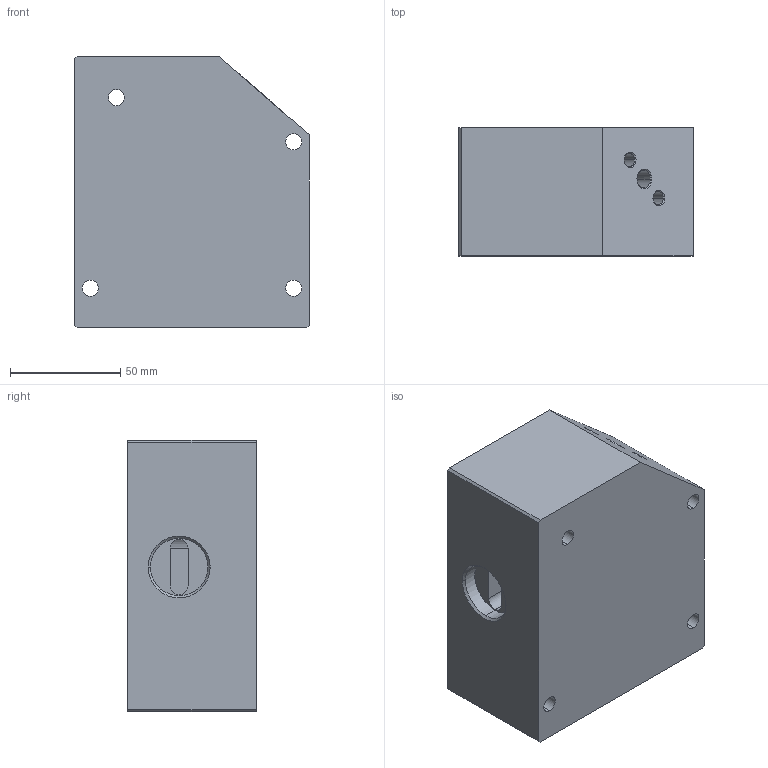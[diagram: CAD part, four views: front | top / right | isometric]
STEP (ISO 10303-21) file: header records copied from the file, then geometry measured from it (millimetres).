
FILE_DESCRIPTION (( 'STEP AP203' ), '1' );
FILE_NAME ('ecdl_block_sent.STEP', '2015-10-19T04:25:13', ( '' ), ( '' ), 'SwSTEP 2.0', 'SolidWorks 2015', '' );
FILE_SCHEMA (( 'CONFIG_CONTROL_DESIGN' ));
Length unit declared in the file: inch
Products named in the file (1): ecdl_block_sent
Bounding box: 106 x 58 x 123 mm (x, y, z)
Volume: 460723.2 mm3; surface area: 71481.7 mm2
Topology: 1 solids, 1 shells, 153 faces, 405 edges, 249 vertices
Faces by surface type: cylinder 73, plane 46, cone 34
Entity records: 4701 total; most frequent: DIRECTION 850, CARTESIAN_POINT 788, ORIENTED_EDGE 758, EDGE_CURVE 379, AXIS2_PLACEMENT_3D 319, VERTEX_POINT 249, LINE 212, VECTOR 212
